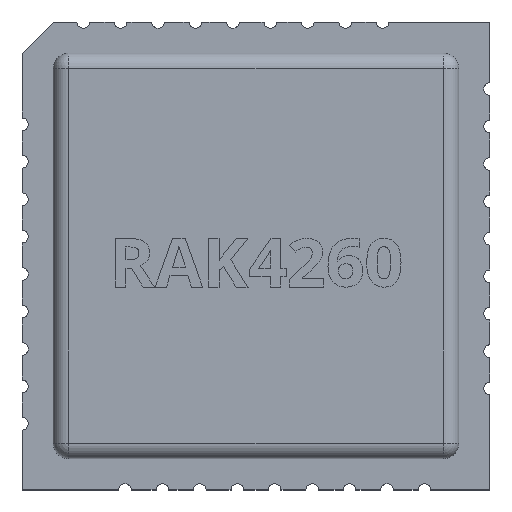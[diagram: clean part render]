
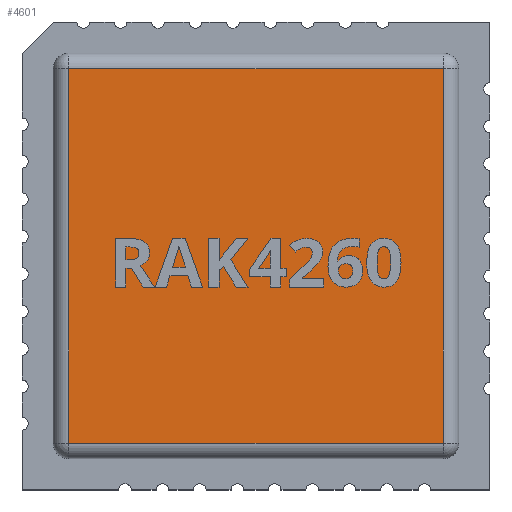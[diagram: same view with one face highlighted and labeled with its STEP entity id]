
A CAD part, top view. The second image highlights one B-rep face of the part: STEP entity #4601.
In plain terms, the highlighted planar face has unit normal (0, 0, 1).
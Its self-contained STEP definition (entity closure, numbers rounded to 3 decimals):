
#4424 = VERTEX_POINT('',#4425);
#4425 = CARTESIAN_POINT('',(-6.,-6.,2.));
#4432 = EDGE_CURVE('',#4424,#4433,#4435,.T.);
#4433 = VERTEX_POINT('',#4434);
#4434 = CARTESIAN_POINT('',(-6.,6.,2.));
#4435 = LINE('',#4436,#4437);
#4436 = CARTESIAN_POINT('',(-6.,-6.5,2.));
#4437 = VECTOR('',#4438,1.);
#4438 = DIRECTION('',(0.,1.,0.));
#4601 = ADVANCED_FACE('',(#4602),#4627,.T.);
#4602 = FACE_BOUND('',#4603,.T.);
#4603 = EDGE_LOOP('',(#4604,#4605,#4613,#4621));
#4604 = ORIENTED_EDGE('',*,*,#4432,.F.);
#4605 = ORIENTED_EDGE('',*,*,#4606,.T.);
#4606 = EDGE_CURVE('',#4424,#4607,#4609,.T.);
#4607 = VERTEX_POINT('',#4608);
#4608 = CARTESIAN_POINT('',(6.,-6.,2.));
#4609 = LINE('',#4610,#4611);
#4610 = CARTESIAN_POINT('',(-6.5,-6.,2.));
#4611 = VECTOR('',#4612,1.);
#4612 = DIRECTION('',(1.,0.,0.));
#4613 = ORIENTED_EDGE('',*,*,#4614,.T.);
#4614 = EDGE_CURVE('',#4607,#4615,#4617,.T.);
#4615 = VERTEX_POINT('',#4616);
#4616 = CARTESIAN_POINT('',(6.,6.,2.));
#4617 = LINE('',#4618,#4619);
#4618 = CARTESIAN_POINT('',(6.,-6.5,2.));
#4619 = VECTOR('',#4620,1.);
#4620 = DIRECTION('',(0.,1.,0.));
#4621 = ORIENTED_EDGE('',*,*,#4622,.F.);
#4622 = EDGE_CURVE('',#4433,#4615,#4623,.T.);
#4623 = LINE('',#4624,#4625);
#4624 = CARTESIAN_POINT('',(-6.5,6.,2.));
#4625 = VECTOR('',#4626,1.);
#4626 = DIRECTION('',(1.,0.,0.));
#4627 = PLANE('',#4628);
#4628 = AXIS2_PLACEMENT_3D('',#4629,#4630,#4631);
#4629 = CARTESIAN_POINT('',(-6.5,-6.5,2.));
#4630 = DIRECTION('',(0.,0.,1.));
#4631 = DIRECTION('',(1.,0.,-0.));
